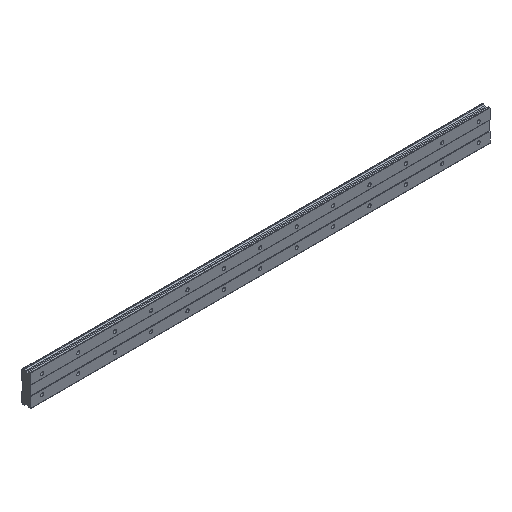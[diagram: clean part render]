
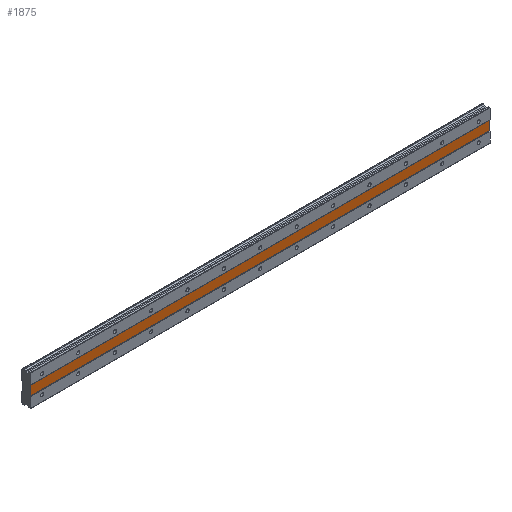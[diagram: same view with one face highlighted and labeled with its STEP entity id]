
A CAD part, isometric view. The second image highlights one B-rep face of the part: STEP entity #1875.
In plain terms, the highlighted planar face has unit normal (0, -1, 0).
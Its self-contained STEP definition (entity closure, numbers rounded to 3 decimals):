
#119 = AXIS2_PLACEMENT_3D ( 'NONE', #1887, #4292, #2298 ) ;
#154 = DIRECTION ( 'NONE',  ( 0., 0., -1. ) ) ;
#274 = VECTOR ( 'NONE', #2528, 1000. ) ;
#343 = PLANE ( 'NONE',  #119 ) ;
#520 = CARTESIAN_POINT ( 'NONE',  ( 985., 1., -10. ) ) ;
#559 = ORIENTED_EDGE ( 'NONE', *, *, #2769, .T. ) ;
#826 = EDGE_CURVE ( 'NONE', #3362, #3536, #3264, .T. ) ;
#1192 = EDGE_CURVE ( 'NONE', #3546, #4042, #3917, .T. ) ;
#1268 = CARTESIAN_POINT ( 'NONE',  ( -25., 1., -10. ) ) ;
#1350 = VECTOR ( 'NONE', #3188, 1000. ) ;
#1500 = EDGE_LOOP ( 'NONE', ( #559, #3876, #4377, #3726 ) ) ;
#1610 = CARTESIAN_POINT ( 'NONE',  ( 985., 1., 10. ) ) ;
#1875 = ADVANCED_FACE ( 'NONE', ( #3870 ), #343, .F. ) ;
#1887 = CARTESIAN_POINT ( 'NONE',  ( 985., 1., 10. ) ) ;
#2071 = DIRECTION ( 'NONE',  ( 1., 0., 0. ) ) ;
#2298 = DIRECTION ( 'NONE',  ( 0., 0., 1. ) ) ;
#2398 = VECTOR ( 'NONE', #154, 1000. ) ;
#2528 = DIRECTION ( 'NONE',  ( 0., 0., -1. ) ) ;
#2581 = CARTESIAN_POINT ( 'NONE',  ( -25., 1., 34.482 ) ) ;
#2632 = CARTESIAN_POINT ( 'NONE',  ( -25., 1., 10. ) ) ;
#2745 = VECTOR ( 'NONE', #2071, 1000. ) ;
#2769 = EDGE_CURVE ( 'NONE', #3536, #4042, #3961, .T. ) ;
#3188 = DIRECTION ( 'NONE',  ( 1., 0., 0. ) ) ;
#3264 = LINE ( 'NONE', #2581, #274 ) ;
#3362 = VERTEX_POINT ( 'NONE', #2632 ) ;
#3399 = EDGE_CURVE ( 'NONE', #3362, #3546, #4369, .T. ) ;
#3527 = CARTESIAN_POINT ( 'NONE',  ( 985., 1., 34.482 ) ) ;
#3536 = VERTEX_POINT ( 'NONE', #1268 ) ;
#3546 = VERTEX_POINT ( 'NONE', #3605 ) ;
#3605 = CARTESIAN_POINT ( 'NONE',  ( 985., 1., 10. ) ) ;
#3726 = ORIENTED_EDGE ( 'NONE', *, *, #826, .T. ) ;
#3870 = FACE_OUTER_BOUND ( 'NONE', #1500, .T. ) ;
#3876 = ORIENTED_EDGE ( 'NONE', *, *, #1192, .F. ) ;
#3917 = LINE ( 'NONE', #3527, #2398 ) ;
#3961 = LINE ( 'NONE', #520, #2745 ) ;
#4042 = VERTEX_POINT ( 'NONE', #4634 ) ;
#4292 = DIRECTION ( 'NONE',  ( 0., 1., 0. ) ) ;
#4369 = LINE ( 'NONE', #1610, #1350 ) ;
#4377 = ORIENTED_EDGE ( 'NONE', *, *, #3399, .F. ) ;
#4634 = CARTESIAN_POINT ( 'NONE',  ( 985., 1., -10. ) ) ;
